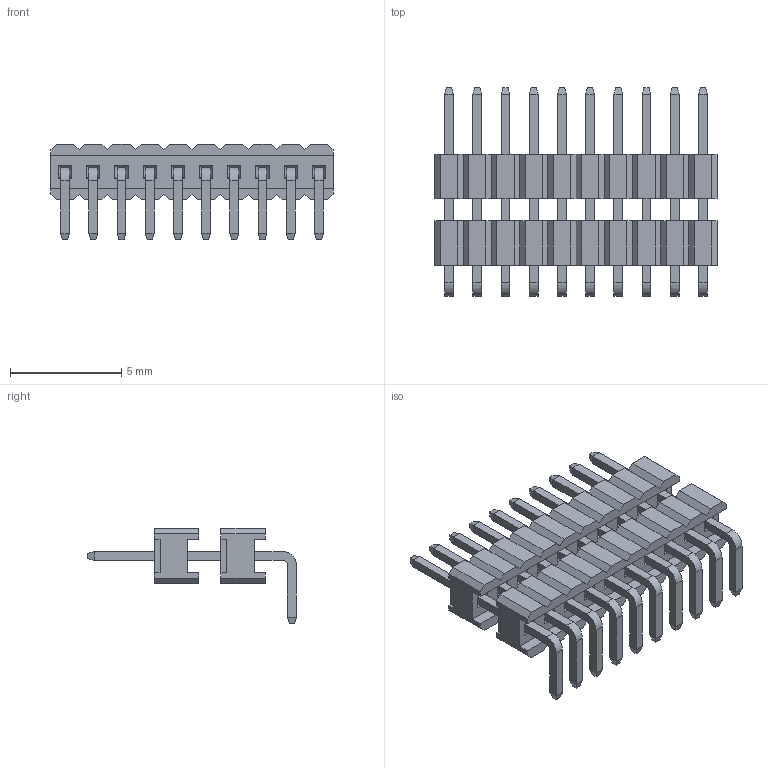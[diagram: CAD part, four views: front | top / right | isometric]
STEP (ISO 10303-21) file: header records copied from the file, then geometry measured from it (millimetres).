
FILE_DESCRIPTION( ('This file contains a STEP AP42 implementation' ,'as created by ZW3D STEP Interface translator.') ,'2;1' );
FILE_NAME( '1320-21XXXXR120XXXX(側醱俔)(肮砃).stp' ,'23 317. 83157', (''), ('ZWCAD Software Co.'), 'Version 1.0', 'ZW3D to STEP translator', '' );
FILE_SCHEMA(('AUTOMOTIVE_DESIGN { 1 0 10303 214 1 1 1 1 }'));
Length unit declared in the file: millimetre
Products named in the file (2): 0; 1320-2110XXR120XXXX(側醱俔)(肮砃)
Bounding box: 12.7 x 9.4 x 4.3 mm (x, y, z)
Volume: 115 mm3; surface area: 527.8 mm2
Topology: 12 solids, 12 shells, 582 faces, 1460 edges, 920 vertices
Faces by surface type: plane 562, cylinder 20
Entity records: 17521 total; most frequent: CARTESIAN_POINT 2963, ORIENTED_EDGE 2920, DIRECTION 2666, EDGE_CURVE 1460, VECTOR 1420, LINE 1420, VERTEX_POINT 920, EDGE_LOOP 640
